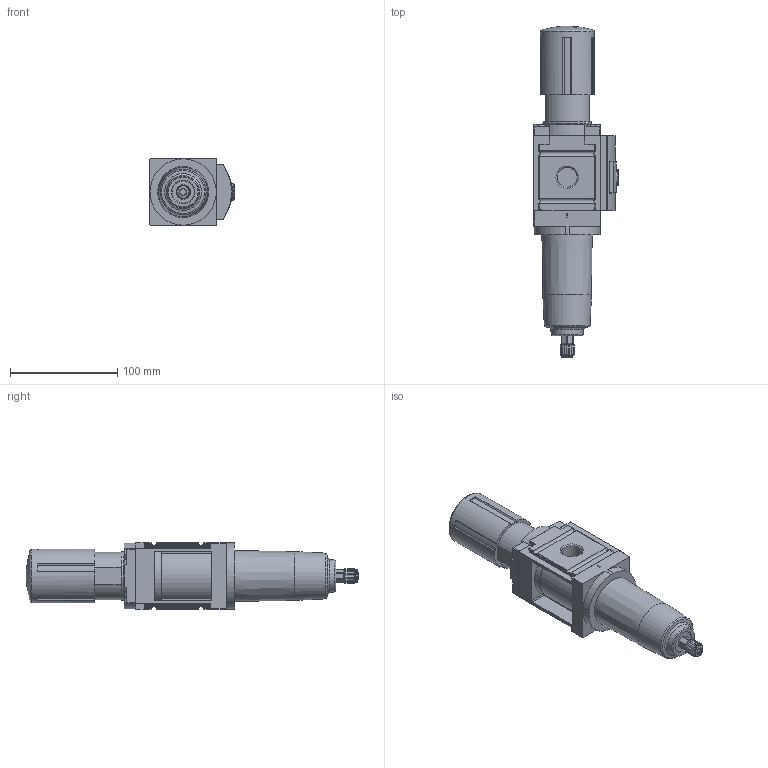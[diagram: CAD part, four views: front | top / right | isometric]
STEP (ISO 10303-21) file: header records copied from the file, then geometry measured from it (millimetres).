
FILE_DESCRIPTION(/* description */ ('STEP AP214'),/* implementation_level */ '2;1');
FILE_NAME(/* name */ '8098301_MS6-LFR-1_2-D6-C-P-M-A8-B',/* time_stamp */ '2024-09-10T17:19:30+02:00',/* author */ ('License CC BY-ND 4.0'),/* organization */ ('CADENAS'),/* preprocessor_version */ 'ST-DEVELOPER v19.3',/* originating_system */ 'PARTsolutions',/* authorisation */ ' ');
FILE_SCHEMA (('CONFIG_CONTROL_DESIGN','INTEGRATED_CNC_SCHEMA','AUTOMOTIVE_DESIGN {1 0 10303 214 3 1 1}'));
Length unit declared in the file: millimetre
Products named in the file (1): 8098301 MS6-LFR-1/2-D6-C-P-M-A8-B---(high)
Bounding box: 78.5 x 309.63 x 62 mm (x, y, z)
Volume: 687545.3 mm3; surface area: 70308.8 mm2
Topology: 1 solids, 1 shells, 453 faces, 1223 edges, 806 vertices
Faces by surface type: plane 209, cylinder 208, cone 21, torus 15
Full cylindrical faces by diameter (mm): 6 x5, 7.5 x1, 8.566 x1, 8.72 x1, 15 x1, 18.631 x2, 45 x1, 50.23 x1
Entity records: 17408 total; most frequent: CARTESIAN_POINT 2919, ORIENTED_EDGE 2350, DIRECTION 2350, EDGE_CURVE 1175, AXIS2_PLACEMENT_3D 864, VERTEX_POINT 796, LINE 622, VECTOR 622
